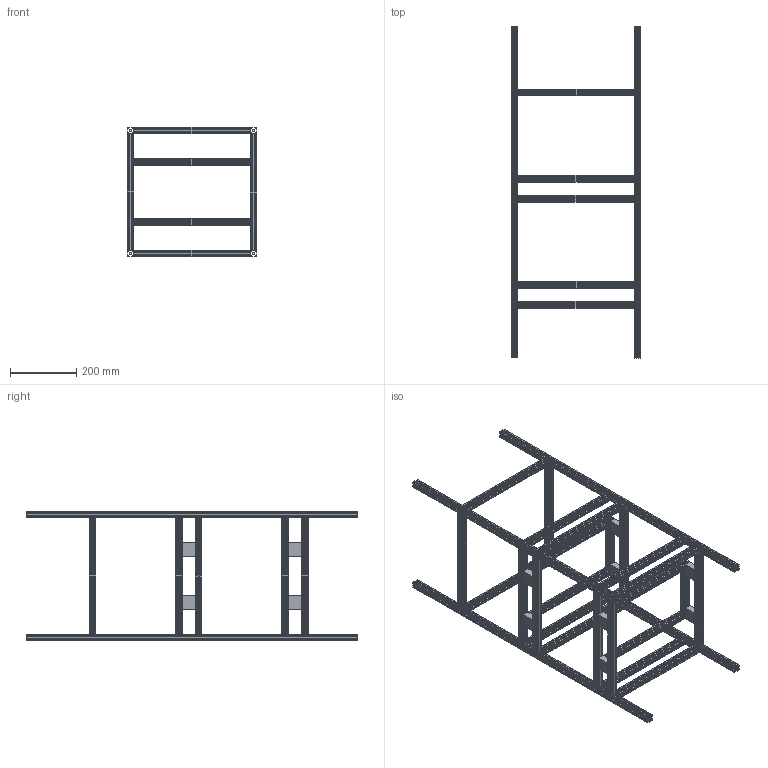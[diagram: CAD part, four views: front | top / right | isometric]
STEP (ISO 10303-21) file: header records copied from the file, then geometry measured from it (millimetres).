
FILE_DESCRIPTION (( 'STEP AP214' ), '1' );
FILE_NAME ('億殤.STEP', '2024-04-07T16:01:16', ( '' ), ( '' ), 'SwSTEP 2.0', 'SolidWorks 2023', '' );
FILE_SCHEMA (( 'AUTOMOTIVE_DESIGN' ));
Length unit declared in the file: millimetre
Products named in the file (5): 垫高块40x40; 竖直1000型材1_默认<按加工>; 货架; 水平200型材1_默认<按加工>; 水平350型材1_默认<按加工>
Assembly tree (36 placements, depth 2):
  货架
    竖直1000型材1_默认<按加工>  x4
    水平350型材1_默认<按加工>  x22
    垫高块40x40  x8
    水平200型材1_默认<按加工>  x2
Bounding box: 390 x 1000 x 390 mm (x, y, z)
Volume: 2267533.2 mm3; surface area: 2095185.4 mm2
Topology: 36 solids, 36 shells, 1984 faces, 5736 edges, 3824 vertices
Faces by surface type: plane 1784, cylinder 200
Entity records: 7356 total; most frequent: CARTESIAN_POINT 1283, ORIENTED_EDGE 1236, DIRECTION 1168, EDGE_CURVE 618, VECTOR 574, LINE 574, VERTEX_POINT 412, AXIS2_PLACEMENT_3D 297
